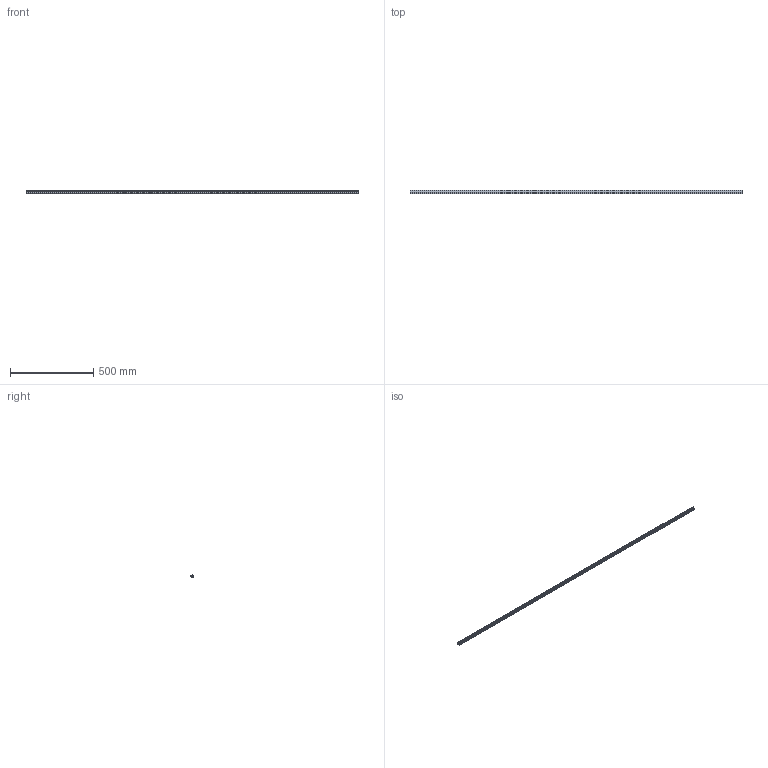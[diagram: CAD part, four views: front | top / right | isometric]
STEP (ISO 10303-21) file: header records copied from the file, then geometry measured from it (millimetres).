
FILE_DESCRIPTION(('STEP AP214'),'1');
FILE_NAME('cctmp_6C92860B-C1FB-4FE2-B93C-4DD15E925C90_2020_1_10_9_38_38_315..stp','2020-01-10T08:38:38',('Bosch Rexroth AG'),('CADClick - www.CADClick.com'),'Spatial InterOp 3D',' ','unknown authorization - (Healing Option Enabled)');
FILE_SCHEMA(('AUTOMOTIVE_DESIGN'));
Length unit declared in the file: millimetre
Products named in the file (1): 2020_01_10__09-38-38-315
Bounding box: 2000 x 22 x 20.27 mm (x, y, z)
Volume: 138971.2 mm3; surface area: 293277.7 mm2
Topology: 1 solids, 1 shells, 108 faces, 318 edges, 212 vertices
Faces by surface type: plane 57, cylinder 51
Entity records: 4512 total; most frequent: CARTESIAN_POINT 639, DIRECTION 638, ORIENTED_EDGE 636, EDGE_CURVE 318, LINE 216, VECTOR 216, VERTEX_POINT 212, AXIS2_PLACEMENT_3D 211
